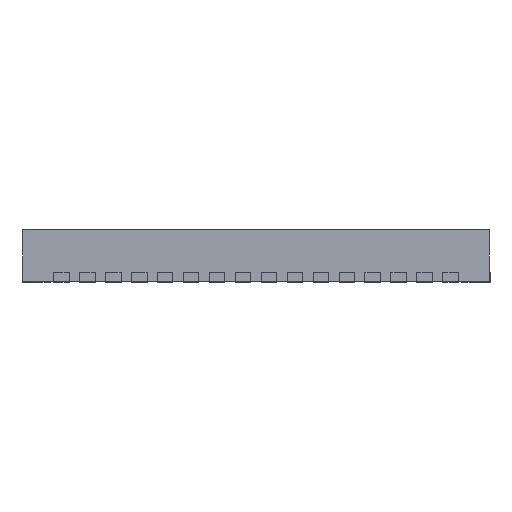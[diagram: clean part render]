
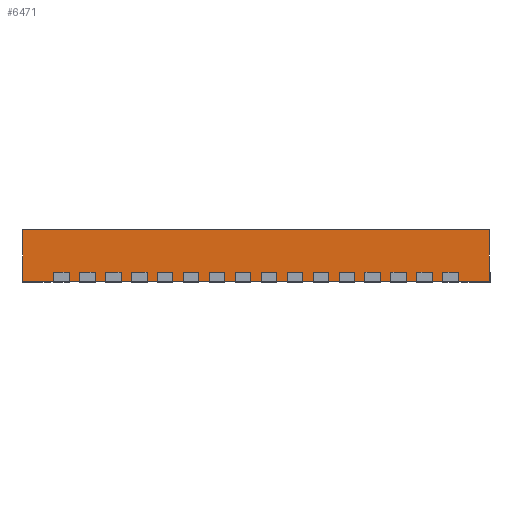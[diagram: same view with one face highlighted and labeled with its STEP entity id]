
A CAD part, left-side view. The second image highlights one B-rep face of the part: STEP entity #6471.
In plain terms, the highlighted planar face has unit normal (-1, 0, 0).
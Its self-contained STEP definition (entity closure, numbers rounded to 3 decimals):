
#2718 = CARTESIAN_POINT ( 'NONE',  ( -4.5, 4.5, 0.03 ) ) ;
#3915 = CARTESIAN_POINT ( 'NONE',  ( -4.5, 4.5, 1.03 ) ) ;
#4062 = LINE ( 'NONE', #29307, #29435 ) ;
#4248 = EDGE_LOOP ( 'NONE', ( #22191, #13520, #12374, #7370 ) ) ;
#4623 = CARTESIAN_POINT ( 'NONE',  ( -4.5, 4.5, 1.03 ) ) ;
#5953 = CARTESIAN_POINT ( 'NONE',  ( -4.5, 4.5, 1.03 ) ) ;
#6471 = ADVANCED_FACE ( 'NONE', ( #17034 ), #17214, .F. ) ;
#6679 = DIRECTION ( 'NONE',  ( 0., 0., -1. ) ) ;
#6782 = EDGE_CURVE ( 'NONE', #11005, #27294, #31226, .T. ) ;
#7085 = VECTOR ( 'NONE', #6679, 1000. ) ;
#7370 = ORIENTED_EDGE ( 'NONE', *, *, #24353, .T. ) ;
#7880 = AXIS2_PLACEMENT_3D ( 'NONE', #23139, #22599, #25392 ) ;
#9769 = DIRECTION ( 'NONE',  ( 0., -1., 0. ) ) ;
#9799 = EDGE_CURVE ( 'NONE', #27294, #13630, #10019, .T. ) ;
#9821 = CARTESIAN_POINT ( 'NONE',  ( -4.5, -4.5, 1.03 ) ) ;
#10019 = LINE ( 'NONE', #9821, #12119 ) ;
#11005 = VERTEX_POINT ( 'NONE', #4623 ) ;
#12119 = VECTOR ( 'NONE', #12781, 1000. ) ;
#12374 = ORIENTED_EDGE ( 'NONE', *, *, #6782, .F. ) ;
#12781 = DIRECTION ( 'NONE',  ( 0., 0., -1. ) ) ;
#13520 = ORIENTED_EDGE ( 'NONE', *, *, #9799, .F. ) ;
#13630 = VERTEX_POINT ( 'NONE', #14656 ) ;
#14656 = CARTESIAN_POINT ( 'NONE',  ( -4.5, -4.5, 0.03 ) ) ;
#15687 = VERTEX_POINT ( 'NONE', #2718 ) ;
#17034 = FACE_OUTER_BOUND ( 'NONE', #4248, .T. ) ;
#17095 = CARTESIAN_POINT ( 'NONE',  ( -4.5, -4.5, 1.03 ) ) ;
#17214 = PLANE ( 'NONE',  #7880 ) ;
#17439 = EDGE_CURVE ( 'NONE', #15687, #13630, #4062, .T. ) ;
#22191 = ORIENTED_EDGE ( 'NONE', *, *, #17439, .T. ) ;
#22599 = DIRECTION ( 'NONE',  ( 1., 0., 0. ) ) ;
#22646 = VECTOR ( 'NONE', #34145, 1000. ) ;
#23139 = CARTESIAN_POINT ( 'NONE',  ( -4.5, 4.5, 1.03 ) ) ;
#24353 = EDGE_CURVE ( 'NONE', #11005, #15687, #35018, .T. ) ;
#25392 = DIRECTION ( 'NONE',  ( 0., 1., 0. ) ) ;
#27294 = VERTEX_POINT ( 'NONE', #17095 ) ;
#29307 = CARTESIAN_POINT ( 'NONE',  ( -4.5, 4.5, 0.03 ) ) ;
#29435 = VECTOR ( 'NONE', #9769, 1000. ) ;
#31226 = LINE ( 'NONE', #5953, #22646 ) ;
#34145 = DIRECTION ( 'NONE',  ( 0., -1., 0. ) ) ;
#35018 = LINE ( 'NONE', #3915, #7085 ) ;
